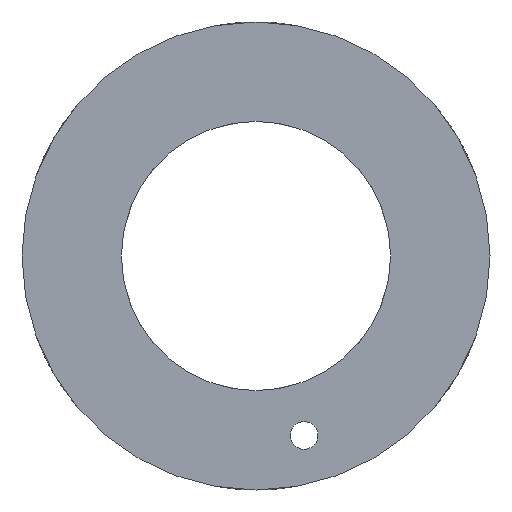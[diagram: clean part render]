
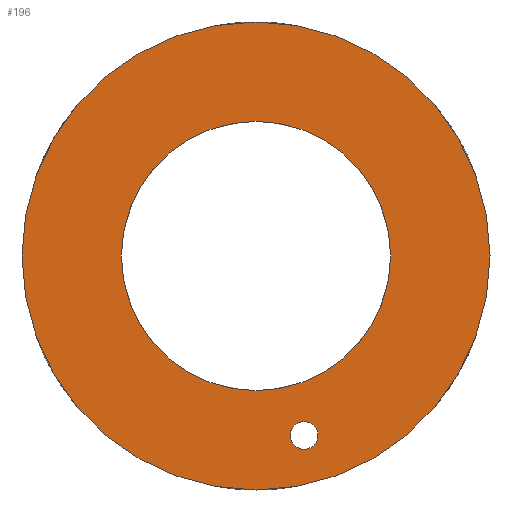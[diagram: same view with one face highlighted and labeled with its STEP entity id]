
A CAD part, front view. The second image highlights one B-rep face of the part: STEP entity #196.
In plain terms, the highlighted planar face has unit normal (0, -1, 0).
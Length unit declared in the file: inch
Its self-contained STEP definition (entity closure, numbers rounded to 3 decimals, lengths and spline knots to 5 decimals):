
#128 = DIRECTION ( 'NONE',  ( 0., 1., 0. ) ) ;
#196 = ADVANCED_FACE ( 'NONE', ( #1656, #1806, #513 ), #460, .F. ) ;
#202 = EDGE_CURVE ( 'NONE', #1636, #1542, #351, .T. ) ;
#268 = CARTESIAN_POINT ( 'NONE',  ( 0., 0., -1.5748 ) ) ;
#296 = CARTESIAN_POINT ( 'NONE',  ( 0., 0., 1.5748 ) ) ;
#311 = DIRECTION ( 'NONE',  ( 0., -1., 0. ) ) ;
#337 = ORIENTED_EDGE ( 'NONE', *, *, #1720, .F. ) ;
#343 = DIRECTION ( 'NONE',  ( 0., 0., 1. ) ) ;
#351 = CIRCLE ( 'NONE', #1713, 0.09325 ) ;
#398 = CARTESIAN_POINT ( 'NONE',  ( 0.32352, 0., -1.11416 ) ) ;
#437 = ORIENTED_EDGE ( 'NONE', *, *, #1088, .T. ) ;
#460 = PLANE ( 'NONE',  #1471 ) ;
#513 = FACE_OUTER_BOUND ( 'NONE', #674, .T. ) ;
#566 = ORIENTED_EDGE ( 'NONE', *, *, #1801, .F. ) ;
#597 = DIRECTION ( 'NONE',  ( 0., 1., 0. ) ) ;
#600 = CIRCLE ( 'NONE', #1940, 1.5748 ) ;
#629 = DIRECTION ( 'NONE',  ( 0., 1., 0. ) ) ;
#674 = EDGE_LOOP ( 'NONE', ( #566, #1881 ) ) ;
#679 = EDGE_LOOP ( 'NONE', ( #337, #1732 ) ) ;
#730 = CARTESIAN_POINT ( 'NONE',  ( 0.32352, 0., -1.30066 ) ) ;
#734 = CARTESIAN_POINT ( 'NONE',  ( 0., 0., -0.9055 ) ) ;
#737 = CARTESIAN_POINT ( 'NONE',  ( 0., 0., 0. ) ) ;
#815 = CARTESIAN_POINT ( 'NONE',  ( 0., 0., 0. ) ) ;
#826 = CARTESIAN_POINT ( 'NONE',  ( 0., 0., 0. ) ) ;
#829 = DIRECTION ( 'NONE',  ( 0., -1., 0. ) ) ;
#966 = DIRECTION ( 'NONE',  ( 0., 0., 1. ) ) ;
#975 = ORIENTED_EDGE ( 'NONE', *, *, #1426, .T. ) ;
#999 = CARTESIAN_POINT ( 'NONE',  ( 0., 0., 0. ) ) ;
#1000 = AXIS2_PLACEMENT_3D ( 'NONE', #826, #1876, #966 ) ;
#1038 = CARTESIAN_POINT ( 'NONE',  ( 0.32352, 0., -1.20741 ) ) ;
#1072 = CIRCLE ( 'NONE', #1883, 1.5748 ) ;
#1088 = EDGE_CURVE ( 'NONE', #1205, #1183, #1578, .T. ) ;
#1094 = DIRECTION ( 'NONE',  ( 0., 0., 1. ) ) ;
#1146 = DIRECTION ( 'NONE',  ( 0., 0., 1. ) ) ;
#1168 = DIRECTION ( 'NONE',  ( 0., 0., 1. ) ) ;
#1183 = VERTEX_POINT ( 'NONE', #1929 ) ;
#1205 = VERTEX_POINT ( 'NONE', #734 ) ;
#1213 = AXIS2_PLACEMENT_3D ( 'NONE', #1722, #829, #1574 ) ;
#1250 = DIRECTION ( 'NONE',  ( 0., 1., 0. ) ) ;
#1353 = CARTESIAN_POINT ( 'NONE',  ( 0., 0., 0. ) ) ;
#1426 = EDGE_CURVE ( 'NONE', #1183, #1205, #1798, .T. ) ;
#1457 = VERTEX_POINT ( 'NONE', #268 ) ;
#1471 = AXIS2_PLACEMENT_3D ( 'NONE', #737, #597, #1168 ) ;
#1512 = EDGE_LOOP ( 'NONE', ( #975, #437 ) ) ;
#1542 = VERTEX_POINT ( 'NONE', #730 ) ;
#1574 = DIRECTION ( 'NONE',  ( 0., 0., -1. ) ) ;
#1577 = CIRCLE ( 'NONE', #1213, 0.09325 ) ;
#1578 = CIRCLE ( 'NONE', #1626, 0.9055 ) ;
#1626 = AXIS2_PLACEMENT_3D ( 'NONE', #815, #1250, #1094 ) ;
#1636 = VERTEX_POINT ( 'NONE', #398 ) ;
#1646 = DIRECTION ( 'NONE',  ( 0., 0., -1. ) ) ;
#1656 = FACE_BOUND ( 'NONE', #679, .T. ) ;
#1713 = AXIS2_PLACEMENT_3D ( 'NONE', #1038, #311, #1646 ) ;
#1720 = EDGE_CURVE ( 'NONE', #1542, #1636, #1577, .T. ) ;
#1722 = CARTESIAN_POINT ( 'NONE',  ( 0.32352, 0., -1.20741 ) ) ;
#1732 = ORIENTED_EDGE ( 'NONE', *, *, #202, .F. ) ;
#1798 = CIRCLE ( 'NONE', #1000, 0.9055 ) ;
#1801 = EDGE_CURVE ( 'NONE', #1457, #1858, #600, .T. ) ;
#1806 = FACE_BOUND ( 'NONE', #1512, .T. ) ;
#1858 = VERTEX_POINT ( 'NONE', #296 ) ;
#1876 = DIRECTION ( 'NONE',  ( 0., 1., 0. ) ) ;
#1881 = ORIENTED_EDGE ( 'NONE', *, *, #1891, .F. ) ;
#1883 = AXIS2_PLACEMENT_3D ( 'NONE', #1353, #629, #343 ) ;
#1891 = EDGE_CURVE ( 'NONE', #1858, #1457, #1072, .T. ) ;
#1929 = CARTESIAN_POINT ( 'NONE',  ( 0., 0., 0.9055 ) ) ;
#1940 = AXIS2_PLACEMENT_3D ( 'NONE', #999, #128, #1146 ) ;
